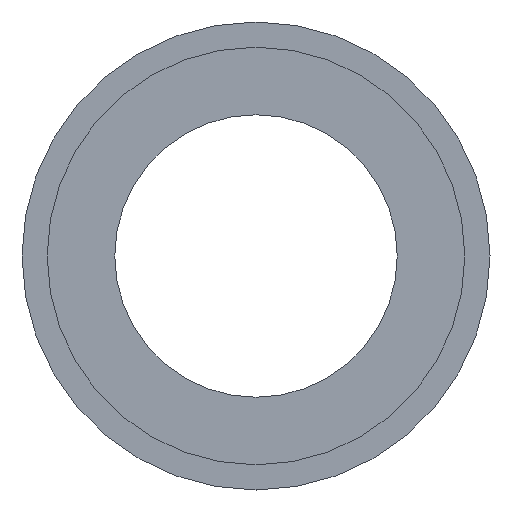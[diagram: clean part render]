
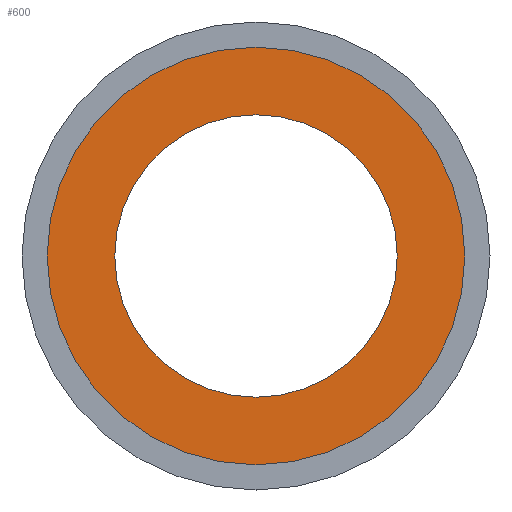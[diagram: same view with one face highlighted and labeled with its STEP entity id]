
A CAD part, front view. The second image highlights one B-rep face of the part: STEP entity #600.
In plain terms, the highlighted planar face has unit normal (0, -1, 0).
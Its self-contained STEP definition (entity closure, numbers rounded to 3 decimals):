
#5 = DIRECTION ( 'NONE',  ( 0., 1., 0. ) ) ;
#28 = AXIS2_PLACEMENT_3D ( 'NONE', #261, #355, #307 ) ;
#29 = ORIENTED_EDGE ( 'NONE', *, *, #182, .T. ) ;
#42 = VERTEX_POINT ( 'NONE', #609 ) ;
#50 = CARTESIAN_POINT ( 'NONE',  ( 17.6, 5.5, 0. ) ) ;
#60 = CARTESIAN_POINT ( 'NONE',  ( 0., 5.5, 0. ) ) ;
#64 = DIRECTION ( 'NONE',  ( -1., 0., 0. ) ) ;
#85 = DIRECTION ( 'NONE',  ( -1., 0., 0. ) ) ;
#98 = AXIS2_PLACEMENT_3D ( 'NONE', #149, #526, #569 ) ;
#101 = EDGE_CURVE ( 'NONE', #275, #42, #223, .T. ) ;
#149 = CARTESIAN_POINT ( 'NONE',  ( 0., 5.5, 0. ) ) ;
#162 = ORIENTED_EDGE ( 'NONE', *, *, #101, .T. ) ;
#168 = EDGE_LOOP ( 'NONE', ( #513, #393 ) ) ;
#174 = CIRCLE ( 'NONE', #345, 11.5 ) ;
#182 = EDGE_CURVE ( 'NONE', #42, #275, #174, .T. ) ;
#184 = EDGE_LOOP ( 'NONE', ( #162, #29 ) ) ;
#187 = CARTESIAN_POINT ( 'NONE',  ( 0., 5.5, 0. ) ) ;
#219 = VERTEX_POINT ( 'NONE', #50 ) ;
#223 = CIRCLE ( 'NONE', #98, 11.5 ) ;
#261 = CARTESIAN_POINT ( 'NONE',  ( 11.5, 5.5, 0. ) ) ;
#275 = VERTEX_POINT ( 'NONE', #579 ) ;
#307 = DIRECTION ( 'NONE',  ( -1., 0., 0. ) ) ;
#308 = PLANE ( 'NONE',  #28 ) ;
#312 = FACE_BOUND ( 'NONE', #184, .T. ) ;
#345 = AXIS2_PLACEMENT_3D ( 'NONE', #187, #379, #85 ) ;
#348 = EDGE_CURVE ( 'NONE', #456, #219, #549, .T. ) ;
#349 = CARTESIAN_POINT ( 'NONE',  ( -17.6, 5.5, 0. ) ) ;
#355 = DIRECTION ( 'NONE',  ( 0., 1., 0. ) ) ;
#379 = DIRECTION ( 'NONE',  ( 0., 1., 0. ) ) ;
#393 = ORIENTED_EDGE ( 'NONE', *, *, #495, .F. ) ;
#403 = DIRECTION ( 'NONE',  ( 0., 1., 0. ) ) ;
#445 = CARTESIAN_POINT ( 'NONE',  ( 0., 5.5, 0. ) ) ;
#456 = VERTEX_POINT ( 'NONE', #349 ) ;
#475 = AXIS2_PLACEMENT_3D ( 'NONE', #60, #403, #541 ) ;
#490 = AXIS2_PLACEMENT_3D ( 'NONE', #445, #5, #64 ) ;
#495 = EDGE_CURVE ( 'NONE', #219, #456, #521, .T. ) ;
#501 = FACE_OUTER_BOUND ( 'NONE', #168, .T. ) ;
#513 = ORIENTED_EDGE ( 'NONE', *, *, #348, .F. ) ;
#521 = CIRCLE ( 'NONE', #490, 17.6 ) ;
#526 = DIRECTION ( 'NONE',  ( 0., 1., 0. ) ) ;
#541 = DIRECTION ( 'NONE',  ( -1., 0., 0. ) ) ;
#549 = CIRCLE ( 'NONE', #475, 17.6 ) ;
#569 = DIRECTION ( 'NONE',  ( -1., 0., 0. ) ) ;
#579 = CARTESIAN_POINT ( 'NONE',  ( -11.5, 5.5, 0. ) ) ;
#600 = ADVANCED_FACE ( 'NONE', ( #501, #312 ), #308, .F. ) ;
#609 = CARTESIAN_POINT ( 'NONE',  ( 11.5, 5.5, 0. ) ) ;
